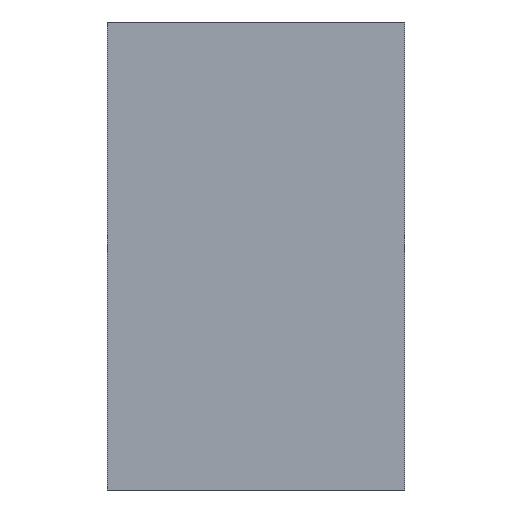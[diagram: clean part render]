
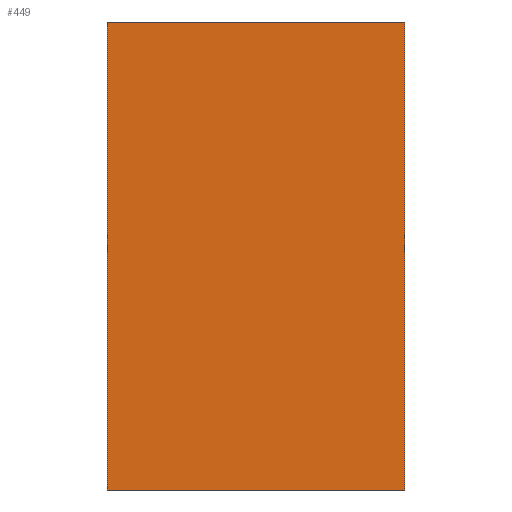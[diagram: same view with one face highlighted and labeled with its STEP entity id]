
A CAD part, left-side view. The second image highlights one B-rep face of the part: STEP entity #449.
In plain terms, the highlighted planar face has unit normal (-1, 0, 0).
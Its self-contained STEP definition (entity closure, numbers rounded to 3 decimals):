
#54=LINE('',#712,#76);
#57=LINE('',#718,#79);
#58=LINE('',#720,#80);
#59=LINE('',#722,#81);
#76=VECTOR('',#568,1000.);
#79=VECTOR('',#573,1000.);
#80=VECTOR('',#574,1000.);
#81=VECTOR('',#575,1000.);
#105=ORIENTED_EDGE('',*,*,#201,.T.);
#106=ORIENTED_EDGE('',*,*,#202,.F.);
#107=ORIENTED_EDGE('',*,*,#203,.F.);
#108=ORIENTED_EDGE('',*,*,#198,.T.);
#198=EDGE_CURVE('',#247,#246,#54,.T.);
#201=EDGE_CURVE('',#246,#249,#57,.T.);
#202=EDGE_CURVE('',#250,#249,#58,.T.);
#203=EDGE_CURVE('',#247,#250,#59,.T.);
#246=VERTEX_POINT('',#711);
#247=VERTEX_POINT('',#713);
#249=VERTEX_POINT('',#719);
#250=VERTEX_POINT('',#721);
#320=EDGE_LOOP('',(#105,#106,#107,#108));
#378=FACE_BOUND('',#320,.T.);
#440=PLANE('',#500);
#449=ADVANCED_FACE('',(#378),#440,.F.);
#500=AXIS2_PLACEMENT_3D('',#717,#571,#572);
#568=DIRECTION('',(0.,0.,-1.));
#571=DIRECTION('',(1.,0.,0.));
#572=DIRECTION('',(0.,0.,-1.));
#573=DIRECTION('',(0.,-1.,0.));
#574=DIRECTION('',(0.,0.,-1.));
#575=DIRECTION('',(0.,-1.,0.));
#711=CARTESIAN_POINT('',(-34.,25.,-35.));
#712=CARTESIAN_POINT('',(-34.,25.,35.));
#713=CARTESIAN_POINT('',(-34.,25.,35.));
#717=CARTESIAN_POINT('',(-34.,25.,35.));
#718=CARTESIAN_POINT('',(-34.,25.,-35.));
#719=CARTESIAN_POINT('',(-34.,-19.5,-35.));
#720=CARTESIAN_POINT('',(-34.,-19.5,35.));
#721=CARTESIAN_POINT('',(-34.,-19.5,35.));
#722=CARTESIAN_POINT('',(-34.,25.,35.));
